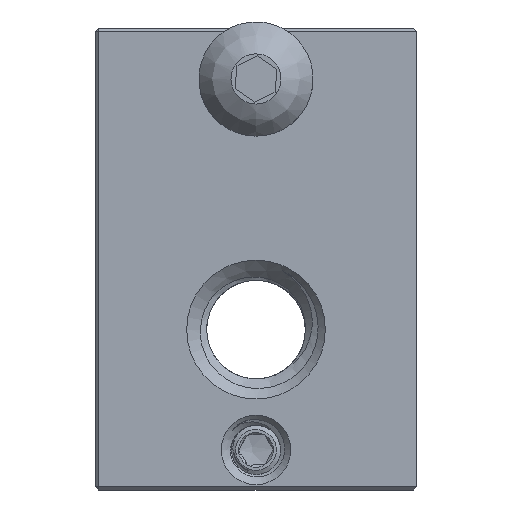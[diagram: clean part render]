
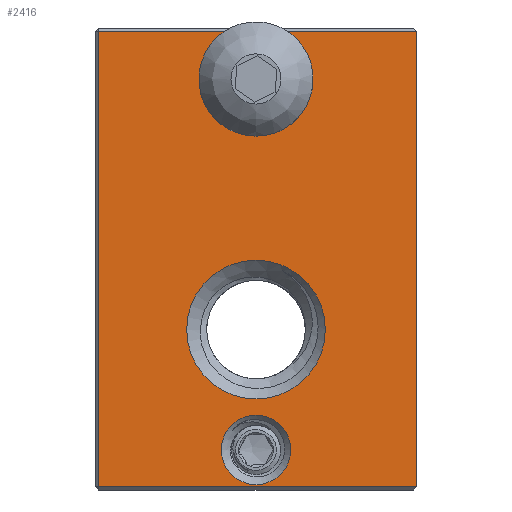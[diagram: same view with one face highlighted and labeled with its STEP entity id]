
A CAD part, front view. The second image highlights one B-rep face of the part: STEP entity #2416.
In plain terms, the highlighted planar face has unit normal (0, -1, 0).
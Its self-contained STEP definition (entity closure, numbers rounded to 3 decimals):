
#65=FACE_BOUND('',#321,.T.);
#66=FACE_BOUND('',#322,.T.);
#67=FACE_BOUND('',#323,.T.);
#100=PLANE('',#2582);
#181=FACE_OUTER_BOUND('',#320,.T.);
#320=EDGE_LOOP('',(#1671,#1672,#1673,#1674));
#321=EDGE_LOOP('',(#1675));
#322=EDGE_LOOP('',(#1676));
#323=EDGE_LOOP('',(#1677));
#572=CIRCLE('',#2583,1.7);
#573=CIRCLE('',#2584,3.459);
#574=CIRCLE('',#2585,1.73);
#694=LINE('',#11759,#842);
#696=LINE('',#11762,#844);
#699=LINE('',#11766,#847);
#700=LINE('',#11768,#848);
#842=VECTOR('',#2883,15.85);
#844=VECTOR('',#2887,22.7);
#847=VECTOR('',#2892,15.85);
#848=VECTOR('',#2895,22.7);
#982=VERTEX_POINT('',#11661);
#988=VERTEX_POINT('',#11673);
#994=VERTEX_POINT('',#11688);
#1000=VERTEX_POINT('',#11703);
#1016=VERTEX_POINT('',#11769);
#1017=VERTEX_POINT('',#11771);
#1018=VERTEX_POINT('',#11773);
#1274=EDGE_CURVE('',#1000,#994,#694,.T.);
#1276=EDGE_CURVE('',#994,#988,#696,.T.);
#1279=EDGE_CURVE('',#988,#982,#699,.T.);
#1280=EDGE_CURVE('',#1000,#982,#700,.T.);
#1281=EDGE_CURVE('',#1016,#1016,#572,.T.);
#1282=EDGE_CURVE('',#1017,#1017,#573,.T.);
#1283=EDGE_CURVE('',#1018,#1018,#574,.T.);
#1671=ORIENTED_EDGE('',*,*,#1279,.F.);
#1672=ORIENTED_EDGE('',*,*,#1276,.F.);
#1673=ORIENTED_EDGE('',*,*,#1274,.F.);
#1674=ORIENTED_EDGE('',*,*,#1280,.T.);
#1675=ORIENTED_EDGE('',*,*,#1281,.F.);
#1676=ORIENTED_EDGE('',*,*,#1282,.F.);
#1677=ORIENTED_EDGE('',*,*,#1283,.F.);
#2416=ADVANCED_FACE('',(#181,#65,#66,#67),#100,.T.);
#2582=AXIS2_PLACEMENT_3D('',#11767,#2893,#2894);
#2583=AXIS2_PLACEMENT_3D('',#11770,#2896,#2897);
#2584=AXIS2_PLACEMENT_3D('',#11772,#2898,#2899);
#2585=AXIS2_PLACEMENT_3D('',#11774,#2900,#2901);
#2883=DIRECTION('',(-1.,0.,0.));
#2887=DIRECTION('',(0.,0.,1.));
#2892=DIRECTION('',(1.,0.,0.));
#2893=DIRECTION('center_axis',(0.,-1.,0.));
#2894=DIRECTION('ref_axis',(0.,0.,
-1.));
#2895=DIRECTION('',(0.,0.,1.));
#2896=DIRECTION('center_axis',(0.,-1.,0.));
#2897=DIRECTION('ref_axis',(-1.,0.,0.));
#2898=DIRECTION('center_axis',(0.,-1.,0.));
#2899=DIRECTION('ref_axis',(1.,0.,0.));
#2900=DIRECTION('center_axis',(0.,-1.,0.));
#2901=DIRECTION('ref_axis',(-1.,0.,0.));
#11661=CARTESIAN_POINT('',(8.,5.,14.85));
#11673=CARTESIAN_POINT('',(-7.85,5.,14.85));
#11688=CARTESIAN_POINT('',(-7.85,5.,-7.85));
#11703=CARTESIAN_POINT('',(8.,5.,-7.85));
#11759=CARTESIAN_POINT('',(4.,5.,-7.85));
#11762=CARTESIAN_POINT('',(-7.85,5.,-2.25));
#11766=CARTESIAN_POINT('',(-4.,5.,14.85));
#11767=CARTESIAN_POINT('Origin',(0.,5.,3.5));
#11768=CARTESIAN_POINT('',(8.,5.,-8.));
#11769=CARTESIAN_POINT('',(1.7,5.,12.5));
#11770=CARTESIAN_POINT('Origin',(0.,5.,12.5));
#11771=CARTESIAN_POINT('',(-3.459,5.,0.));
#11772=CARTESIAN_POINT('Origin',(0.,5.,0.));
#11773=CARTESIAN_POINT('',(1.73,5.,-6.));
#11774=CARTESIAN_POINT('Origin',(0.,5.,-6.));
